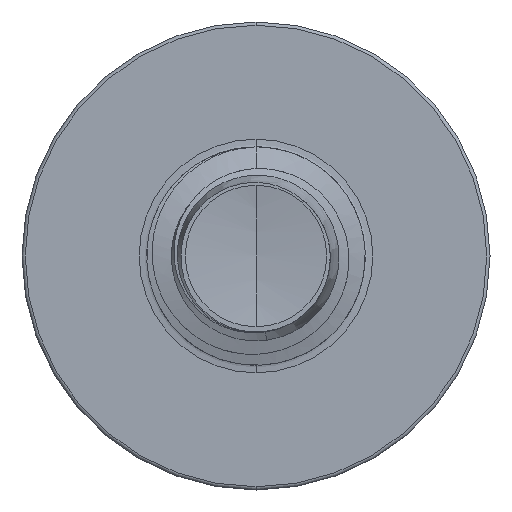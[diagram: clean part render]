
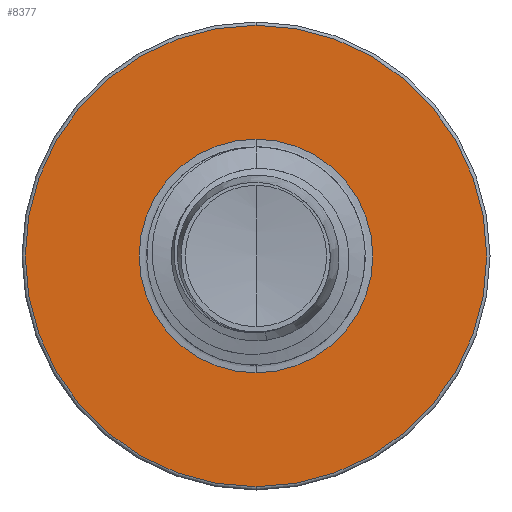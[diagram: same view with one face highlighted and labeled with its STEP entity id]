
A CAD part, front view. The second image highlights one B-rep face of the part: STEP entity #8377.
In plain terms, the highlighted planar face has unit normal (0, -1, 0).
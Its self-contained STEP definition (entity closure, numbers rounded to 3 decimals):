
#343 = DIRECTION ( 'NONE',  ( 0., 0., 1. ) ) ;
#366 = DIRECTION ( 'NONE',  ( 0., 1., 0. ) ) ;
#383 = CARTESIAN_POINT ( 'NONE',  ( 0., 4., 0. ) ) ;
#474 = DIRECTION ( 'NONE',  ( 0., 0., 1. ) ) ;
#498 = DIRECTION ( 'NONE',  ( 0., 1., 0. ) ) ;
#516 = CARTESIAN_POINT ( 'NONE',  ( 0., 4., 0. ) ) ;
#891 = AXIS2_PLACEMENT_3D ( 'NONE', #383, #366, #343 ) ;
#916 = AXIS2_PLACEMENT_3D ( 'NONE', #516, #498, #474 ) ;
#2284 = EDGE_CURVE ( 'NONE', #9527, #4703, #6787, .T. ) ;
#2309 = EDGE_CURVE ( 'NONE', #10827, #5663, #12482, .T. ) ;
#2594 = AXIS2_PLACEMENT_3D ( 'NONE', #9174, #9160, #9147 ) ;
#3435 = CARTESIAN_POINT ( 'NONE',  ( 0., 4., -3.697 ) ) ;
#3512 = EDGE_CURVE ( 'NONE', #5663, #10827, #10453, .T. ) ;
#3534 = EDGE_CURVE ( 'NONE', #4703, #9527, #4933, .T. ) ;
#4703 = VERTEX_POINT ( 'NONE', #3435 ) ;
#4867 = CARTESIAN_POINT ( 'NONE',  ( 0., 4., 3.698 ) ) ;
#4933 = CIRCLE ( 'NONE', #7905, 3.698 ) ;
#5663 = VERTEX_POINT ( 'NONE', #7765 ) ;
#5694 = DIRECTION ( 'NONE',  ( 0., 0., 1. ) ) ;
#5718 = DIRECTION ( 'NONE',  ( 0., 1., 0. ) ) ;
#5754 = CARTESIAN_POINT ( 'NONE',  ( 0., 4., -1.872 ) ) ;
#5795 = PLANE ( 'NONE',  #10951 ) ;
#6135 = EDGE_LOOP ( 'NONE', ( #10391, #10399 ) ) ;
#6787 = CIRCLE ( 'NONE', #916, 3.698 ) ;
#7468 = CARTESIAN_POINT ( 'NONE',  ( 0., 4., -1.872 ) ) ;
#7765 = CARTESIAN_POINT ( 'NONE',  ( 0., 4., 1.872 ) ) ;
#7905 = AXIS2_PLACEMENT_3D ( 'NONE', #9133, #9116, #9100 ) ;
#8377 = ADVANCED_FACE ( 'NONE', ( #11108, #12207 ), #5795, .F. ) ;
#9080 = EDGE_LOOP ( 'NONE', ( #10456, #10484 ) ) ;
#9100 = DIRECTION ( 'NONE',  ( 0., 0., 1. ) ) ;
#9116 = DIRECTION ( 'NONE',  ( 0., 1., 0. ) ) ;
#9133 = CARTESIAN_POINT ( 'NONE',  ( 0., 4., 0. ) ) ;
#9147 = DIRECTION ( 'NONE',  ( 0., 0., 1. ) ) ;
#9160 = DIRECTION ( 'NONE',  ( 0., 1., 0. ) ) ;
#9174 = CARTESIAN_POINT ( 'NONE',  ( 0., 4., 0. ) ) ;
#9527 = VERTEX_POINT ( 'NONE', #4867 ) ;
#10391 = ORIENTED_EDGE ( 'NONE', *, *, #2284, .F. ) ;
#10399 = ORIENTED_EDGE ( 'NONE', *, *, #3534, .F. ) ;
#10453 = CIRCLE ( 'NONE', #2594, 1.872 ) ;
#10456 = ORIENTED_EDGE ( 'NONE', *, *, #3512, .T. ) ;
#10484 = ORIENTED_EDGE ( 'NONE', *, *, #2309, .T. ) ;
#10827 = VERTEX_POINT ( 'NONE', #7468 ) ;
#10951 = AXIS2_PLACEMENT_3D ( 'NONE', #5754, #5718, #5694 ) ;
#11108 = FACE_OUTER_BOUND ( 'NONE', #6135, .T. ) ;
#12207 = FACE_BOUND ( 'NONE', #9080, .T. ) ;
#12482 = CIRCLE ( 'NONE', #891, 1.872 ) ;
